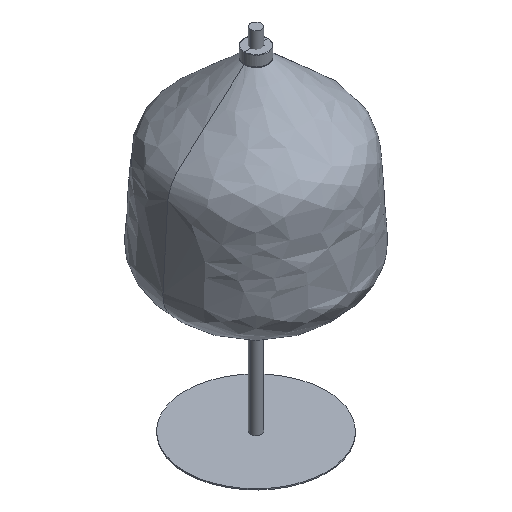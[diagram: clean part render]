
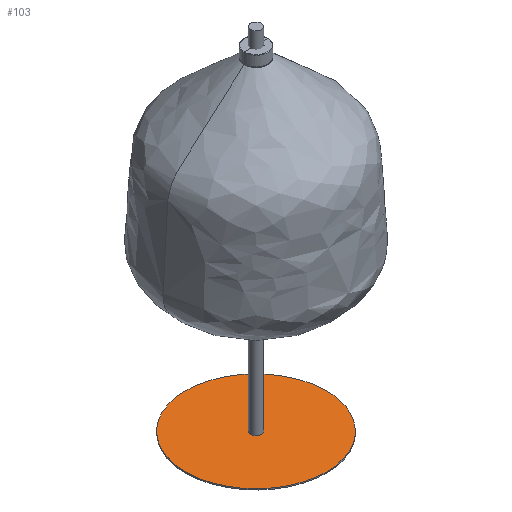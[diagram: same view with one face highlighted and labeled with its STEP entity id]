
A CAD part, isometric view. The second image highlights one B-rep face of the part: STEP entity #103.
In plain terms, the highlighted planar face has unit normal (0, 0, 1).
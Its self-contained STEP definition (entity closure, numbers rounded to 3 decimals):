
#103=ADVANCED_FACE('',(#144),#561,.T.);
#144=FACE_OUTER_BOUND('',#185,.T.);
#185=EDGE_LOOP('',(#230,#231));
#230=ORIENTED_EDGE('',*,*,#376,.T.);
#231=ORIENTED_EDGE('',*,*,#379,.T.);
#376=EDGE_CURVE('',#515,#517,#456,.T.);
#379=EDGE_CURVE('',#517,#515,#459,.T.);
#456=(
BOUNDED_CURVE()
B_SPLINE_CURVE(2,(#673,#674,#675,#676,#677),.UNSPECIFIED.,.F.,.F.)
B_SPLINE_CURVE_WITH_KNOTS((3,2,3),(0.,102.102,204.204),
 .UNSPECIFIED.)
CURVE()
GEOMETRIC_REPRESENTATION_ITEM()
RATIONAL_B_SPLINE_CURVE((1.,0.707,1.,0.707,1.))
REPRESENTATION_ITEM('')
);
#459=(
BOUNDED_CURVE()
B_SPLINE_CURVE(2,(#685,#686,#687,#688,#689),.UNSPECIFIED.,.F.,.F.)
B_SPLINE_CURVE_WITH_KNOTS((3,2,3),(204.204,306.305,408.407),
 .UNSPECIFIED.)
CURVE()
GEOMETRIC_REPRESENTATION_ITEM()
RATIONAL_B_SPLINE_CURVE((1.,0.707,1.,0.707,1.))
REPRESENTATION_ITEM('')
);
#515=VERTEX_POINT('',#663);
#517=VERTEX_POINT('',#665);
#561=PLANE('',#622);
#622=AXIS2_PLACEMENT_3D('',#651,#631,$);
#631=DIRECTION('',(0.,0.,1.));
#651=CARTESIAN_POINT('',(205.796,-81.25,1.));
#663=CARTESIAN_POINT('',(352.046,0.,1.));
#665=CARTESIAN_POINT('',(222.046,0.,1.));
#673=CARTESIAN_POINT('',(352.046,0.,1.));
#674=CARTESIAN_POINT('',(352.046,65.,1.));
#675=CARTESIAN_POINT('',(287.046,65.,1.));
#676=CARTESIAN_POINT('',(222.046,65.,1.));
#677=CARTESIAN_POINT('',(222.046,0.,1.));
#685=CARTESIAN_POINT('',(222.046,0.,1.));
#686=CARTESIAN_POINT('',(222.046,-65.,1.));
#687=CARTESIAN_POINT('',(287.046,-65.,1.));
#688=CARTESIAN_POINT('',(352.046,-65.,1.));
#689=CARTESIAN_POINT('',(352.046,0.,1.));
